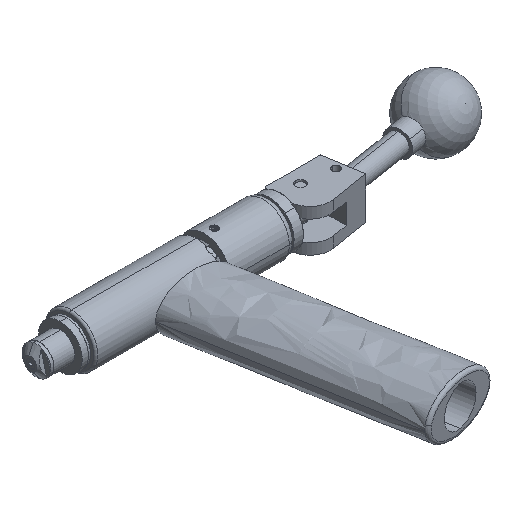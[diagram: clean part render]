
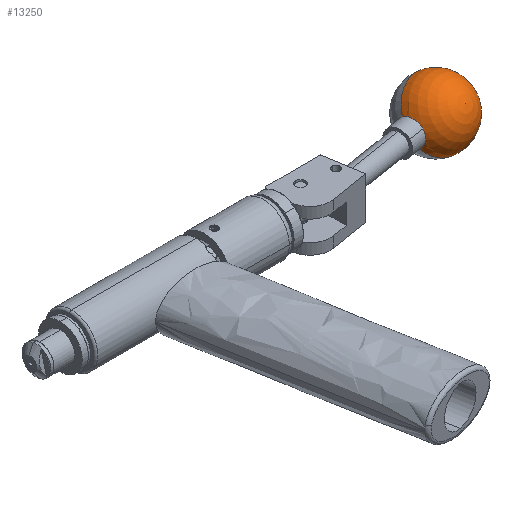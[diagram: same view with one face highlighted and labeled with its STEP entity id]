
A CAD part, isometric view. The second image highlights one B-rep face of the part: STEP entity #13250.
In plain terms, the highlighted spherical face has radius 15.875 mm.
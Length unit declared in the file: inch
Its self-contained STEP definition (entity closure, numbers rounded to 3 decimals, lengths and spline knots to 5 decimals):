
#98 = DIRECTION ( 'NONE',  ( 0.127, -0.801, 0.585 ) ) ;
#1205 = CARTESIAN_POINT ( 'NONE',  ( 6.56674, 0.3349, 0.20274 ) ) ;
#1350 = VERTEX_POINT ( 'NONE', #1475 ) ;
#1475 = CARTESIAN_POINT ( 'NONE',  ( 6.6125, 0.04597, -0.20274 ) ) ;
#1739 = ORIENTED_EDGE ( 'NONE', *, *, #2354, .T. ) ;
#2282 = SPHERICAL_SURFACE ( 'NONE', #2466, 0.625 ) ;
#2354 = EDGE_CURVE ( 'NONE', #3584, #1350, #2362, .T. ) ;
#2362 = CIRCLE ( 'NONE', #5599, 0.25 ) ;
#2466 = AXIS2_PLACEMENT_3D ( 'NONE', #15157, #4566, #10015 ) ;
#2580 = EDGE_CURVE ( 'NONE', #13216, #1350, #6695, .T. ) ;
#3040 = DIRECTION ( 'NONE',  ( 0.988, 0.156, 0. ) ) ;
#3584 = VERTEX_POINT ( 'NONE', #13769 ) ;
#3714 = EDGE_CURVE ( 'NONE', #13216, #12964, #8107, .T. ) ;
#4157 = FACE_OUTER_BOUND ( 'NONE', #12388, .T. ) ;
#4269 = DIRECTION ( 'NONE',  ( 0., -0.59, -0.808 ) ) ;
#4299 = EDGE_CURVE ( 'NONE', #12964, #3584, #11452, .T. ) ;
#4566 = DIRECTION ( 'NONE',  ( 0.127, -0.801, 0.585 ) ) ;
#5072 = DIRECTION ( 'NONE',  ( 0., 0.59, 0.808 ) ) ;
#5377 = AXIS2_PLACEMENT_3D ( 'NONE', #5390, #13174, #4269 ) ;
#5390 = CARTESIAN_POINT ( 'NONE',  ( 7.15539, 0.28004, 0. ) ) ;
#5599 = AXIS2_PLACEMENT_3D ( 'NONE', #6557, #11753, #98 ) ;
#6557 = CARTESIAN_POINT ( 'NONE',  ( 6.58962, 0.19044, 0. ) ) ;
#6695 = CIRCLE ( 'NONE', #15154, 0.625 ) ;
#7632 = ORIENTED_EDGE ( 'NONE', *, *, #4299, .T. ) ;
#7982 = ORIENTED_EDGE ( 'NONE', *, *, #2580, .F. ) ;
#8107 = CIRCLE ( 'NONE', #5377, 0.625 ) ;
#10015 = DIRECTION ( 'NONE',  ( 0.092, -0.578, -0.811 ) ) ;
#11270 = ORIENTED_EDGE ( 'NONE', *, *, #3714, .T. ) ;
#11452 = CIRCLE ( 'NONE', #16381, 0.25 ) ;
#11753 = DIRECTION ( 'NONE',  ( 0.988, 0.156, 0. ) ) ;
#12008 = CARTESIAN_POINT ( 'NONE',  ( 7.7727, 0.37782, 0. ) ) ;
#12388 = EDGE_LOOP ( 'NONE', ( #7982, #11270, #7632, #1739 ) ) ;
#12964 = VERTEX_POINT ( 'NONE', #1205 ) ;
#13174 = DIRECTION ( 'NONE',  ( 0.127, -0.801, 0.585 ) ) ;
#13216 = VERTEX_POINT ( 'NONE', #12008 ) ;
#13250 = ADVANCED_FACE ( 'NONE', ( #4157 ), #2282, .T. ) ;
#13381 = CARTESIAN_POINT ( 'NONE',  ( 6.58962, 0.19044, 0. ) ) ;
#13769 = CARTESIAN_POINT ( 'NONE',  ( 6.62134, -0.00981, 0.14627 ) ) ;
#14060 = DIRECTION ( 'NONE',  ( -0.127, 0.801, -0.585 ) ) ;
#14671 = DIRECTION ( 'NONE',  ( 0.127, -0.801, 0.585 ) ) ;
#15154 = AXIS2_PLACEMENT_3D ( 'NONE', #15155, #14060, #5072 ) ;
#15155 = CARTESIAN_POINT ( 'NONE',  ( 7.15539, 0.28004, 0. ) ) ;
#15157 = CARTESIAN_POINT ( 'NONE',  ( 7.15539, 0.28004, 0. ) ) ;
#16381 = AXIS2_PLACEMENT_3D ( 'NONE', #13381, #3040, #14671 ) ;
